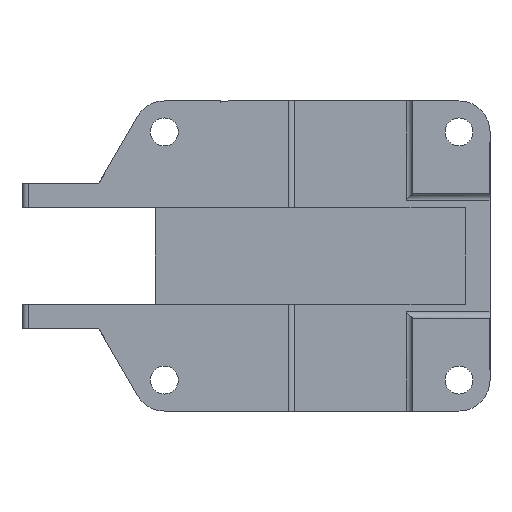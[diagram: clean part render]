
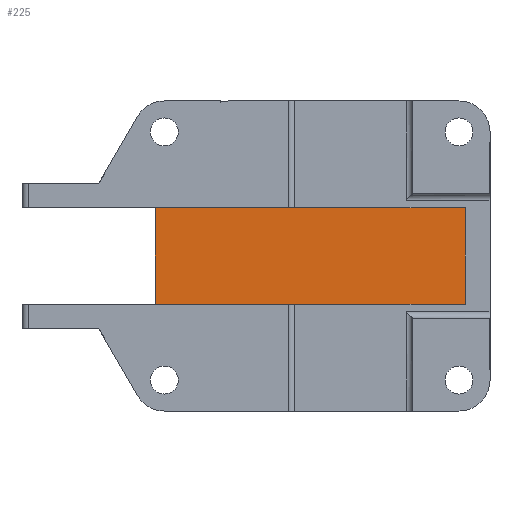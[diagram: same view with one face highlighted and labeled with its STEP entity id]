
A CAD part, front view. The second image highlights one B-rep face of the part: STEP entity #225.
In plain terms, the highlighted planar face has unit normal (0, -1, 0).
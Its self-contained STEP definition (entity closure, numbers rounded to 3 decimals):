
#225 = ADVANCED_FACE ( 'NONE', ( #14439 ), #18991, .F. ) ;
#634 = ORIENTED_EDGE ( 'NONE', *, *, #4191, .T. ) ;
#779 = DIRECTION ( 'NONE',  ( 0., 0., -1. ) ) ;
#2003 = CARTESIAN_POINT ( 'NONE',  ( 321.326, 106.078, 8. ) ) ;
#3004 = DIRECTION ( 'NONE',  ( 0., 0., -1. ) ) ;
#3907 = CARTESIAN_POINT ( 'NONE',  ( 321.326, 106.078, 39. ) ) ;
#4191 = EDGE_CURVE ( 'NONE', #12839, #13543, #13815, .T. ) ;
#4226 = AXIS2_PLACEMENT_3D ( 'NONE', #7617, #4472, #4599 ) ;
#4472 = DIRECTION ( 'NONE',  ( 0., 1., 0. ) ) ;
#4599 = DIRECTION ( 'NONE',  ( 0., 0., 1. ) ) ;
#4790 = LINE ( 'NONE', #2003, #8532 ) ;
#5412 = EDGE_LOOP ( 'NONE', ( #634, #20652, #19297, #8828 ) ) ;
#6666 = EDGE_CURVE ( 'NONE', #13823, #19831, #4790, .T. ) ;
#6682 = CARTESIAN_POINT ( 'NONE',  ( 321.326, 106.078, 39. ) ) ;
#7617 = CARTESIAN_POINT ( 'NONE',  ( 321.326, 106.078, 39. ) ) ;
#7691 = EDGE_CURVE ( 'NONE', #12839, #13823, #15246, .T. ) ;
#7828 = DIRECTION ( 'NONE',  ( -1., 0., 0. ) ) ;
#8532 = VECTOR ( 'NONE', #11607, 1000. ) ;
#8828 = ORIENTED_EDGE ( 'NONE', *, *, #7691, .F. ) ;
#8968 = CARTESIAN_POINT ( 'NONE',  ( 421.326, 106.078, 39. ) ) ;
#9334 = VECTOR ( 'NONE', #779, 1000. ) ;
#11607 = DIRECTION ( 'NONE',  ( -1., 0., 0. ) ) ;
#12839 = VERTEX_POINT ( 'NONE', #8968 ) ;
#13543 = VERTEX_POINT ( 'NONE', #6682 ) ;
#13592 = LINE ( 'NONE', #3907, #9334 ) ;
#13701 = EDGE_CURVE ( 'NONE', #13543, #19831, #13592, .T. ) ;
#13815 = LINE ( 'NONE', #19489, #19305 ) ;
#13823 = VERTEX_POINT ( 'NONE', #18547 ) ;
#14439 = FACE_OUTER_BOUND ( 'NONE', #5412, .T. ) ;
#15246 = LINE ( 'NONE', #17362, #17509 ) ;
#17206 = CARTESIAN_POINT ( 'NONE',  ( 321.326, 106.078, 8. ) ) ;
#17362 = CARTESIAN_POINT ( 'NONE',  ( 421.326, 106.078, 39. ) ) ;
#17509 = VECTOR ( 'NONE', #3004, 1000. ) ;
#18547 = CARTESIAN_POINT ( 'NONE',  ( 421.326, 106.078, 8. ) ) ;
#18991 = PLANE ( 'NONE',  #4226 ) ;
#19297 = ORIENTED_EDGE ( 'NONE', *, *, #6666, .F. ) ;
#19305 = VECTOR ( 'NONE', #7828, 1000. ) ;
#19489 = CARTESIAN_POINT ( 'NONE',  ( 282.295, 106.078, 39. ) ) ;
#19831 = VERTEX_POINT ( 'NONE', #17206 ) ;
#20652 = ORIENTED_EDGE ( 'NONE', *, *, #13701, .T. ) ;
